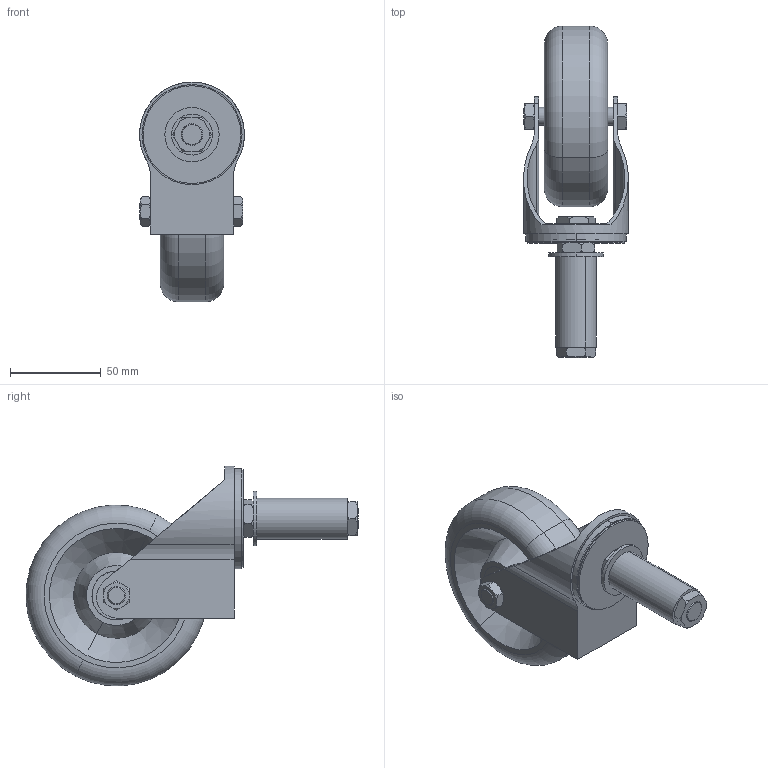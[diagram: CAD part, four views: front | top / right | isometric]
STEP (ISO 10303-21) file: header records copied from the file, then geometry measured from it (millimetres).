
FILE_DESCRIPTION (( 'STEP AP214' ), '1' );
FILE_NAME ('B362 Êîëåñî Ô100 ìì ñ áåç òîðìîçà.STEP', '2025-06-09T14:27:04', ( '' ), ( '' ), 'SwSTEP 2.0', 'SolidWorks 2025', '' );
FILE_SCHEMA (( 'AUTOMOTIVE_DESIGN' ));
Length unit declared in the file: millimetre
Products named in the file (11): B362 внутрь колеса_00; B362 Болт_2_00; B362 Гайка_00; B362 стойка_00; B362 Колесо Ф100 мм с без тормоза; Шайба_00; B362 ось_00; B362 колесо_01; B362 Болт_00; B362 Втулка_00; B362 Гайка_2_00
Assembly tree (11 placements, depth 2):
  B362 Колесо Ф100 мм с без тормоза
    B362 стойка_00
    B362 ось_00
    B362 Болт_2_00
    B362 Гайка_2_00  x2
    Шайба_00
    B362 Втулка_00
    B362 колесо_01
    B362 внутрь колеса_00
    B362 Болт_00
    B362 Гайка_00
Bounding box: 58 x 183.44 x 121.43 mm (x, y, z)
Volume: 282358.9 mm3; surface area: 79754.5 mm2
Topology: 11 solids, 11 shells, 213 faces, 513 edges, 329 vertices
Faces by surface type: cone 72, plane 69, cylinder 54, torus 14, bspline 4
Entity records: 6150 total; most frequent: CARTESIAN_POINT 1455, DIRECTION 940, ORIENTED_EDGE 890, EDGE_CURVE 445, AXIS2_PLACEMENT_3D 388, VERTEX_POINT 285, EDGE_LOOP 214, CIRCLE 191
